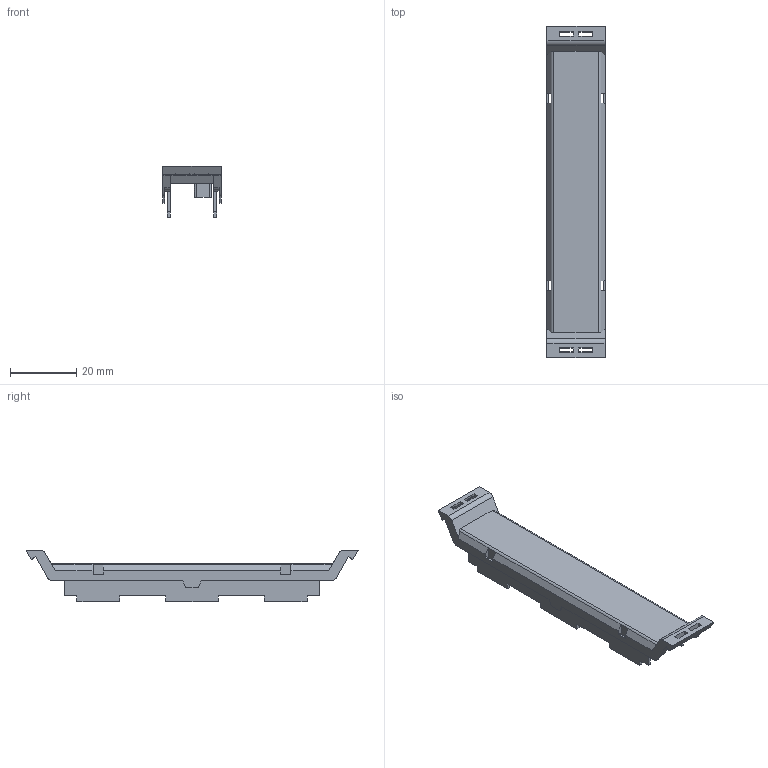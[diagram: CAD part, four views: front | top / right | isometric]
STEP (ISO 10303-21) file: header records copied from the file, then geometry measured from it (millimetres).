
FILE_DESCRIPTION(('CATIA V5 STEP Exchange','CAx-IF Rec.Pracs.--- Model Styling and Organization---1.4--- 2014-01-23'),'2;1');
FILE_NAME ('D1352266_1', '2018-12-07T10:36:46+00:00', ('none'), ('Weidmueller'), 'CATIA Version 5-6 Release 2016 SP3 HF44', 'CATIA V5 STEP AP214', 'none');
FILE_SCHEMA(('AUTOMOTIVE_DESIGN { 1 0 10303 214 1 1 1 1 }'));
Length unit declared in the file: millimetre
Products named in the file (1): S3D_CH20M17_FC_TYL
Bounding box: 17.5 x 100 x 15.5 mm (x, y, z)
Volume: 4013.7 mm3; surface area: 7791.6 mm2
Topology: 1 solids, 1 shells, 178 faces, 626 edges, 440 vertices
Faces by surface type: plane 142, cylinder 30, extrusion 6
Entity records: 6808 total; most frequent: CARTESIAN_POINT 1534, ORIENTED_EDGE 1252, DIRECTION 779, EDGE_CURVE 626, VECTOR 481, LINE 475, VERTEX_POINT 440, AXIS2_PLACEMENT_3D 192
